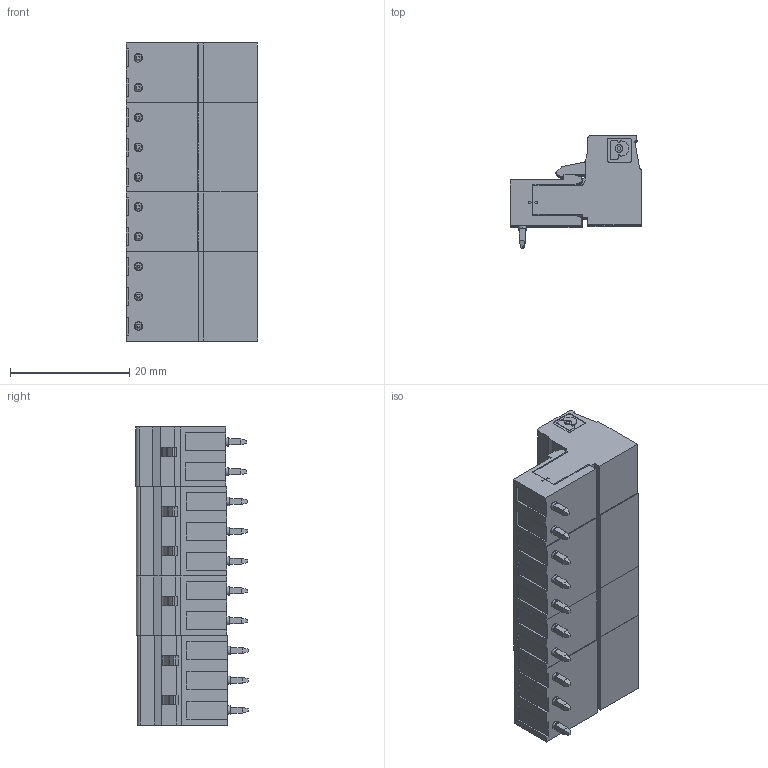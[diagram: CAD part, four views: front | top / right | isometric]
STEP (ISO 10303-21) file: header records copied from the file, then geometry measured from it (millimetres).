
FILE_DESCRIPTION (( 'STEP AP214' ), '1' );
FILE_NAME ('Ensamblaje10.STEP', '2019-04-16T20:57:17', ( '' ), ( '' ), 'SwSTEP 2.0', 'SolidWorks 2018', '' );
FILE_SCHEMA (( 'AUTOMOTIVE_DESIGN' ));
Length unit declared in the file: millimetre
Products named in the file (6): Ensamblaje1.STEP; MSTB 2,5_3_ST_1754465 + MSTB 2,5_ 3_G_1754452 (Phoenix Contact).step.STEP; MSTB 2,5_2_ST_1754449 + MSTB 2,5_ 2_G_1754436 (Phoenix Contact).step.STEP; MSTB 2,5_2_ST_1754449 + MSTB 2,5_ 2_G_1754436 (Phoenix Contact).step; MSTB 2,5_3_ST_1754465 + MSTB 2,5_ 3_G_1754452 (Phoenix Contact).step; Ensamblaje10
Assembly tree (5 placements, depth 3):
  Ensamblaje10
    MSTB 2,5_2_ST_1754449 + MSTB 2,5_ 2_G_1754436 (Phoenix Contact).step
    MSTB 2,5_3_ST_1754465 + MSTB 2,5_ 3_G_1754452 (Phoenix Contact).step
    Ensamblaje1.STEP
      MSTB 2,5_2_ST_1754449 + MSTB 2,5_ 2_G_1754436 (Phoenix Contact).step.STEP
      MSTB 2,5_3_ST_1754465 + MSTB 2,5_ 3_G_1754452 (Phoenix Contact).step.STEP
Bounding box: 22.05 x 18.91 x 50 mm (x, y, z)
Volume: 10835.7 mm3; surface area: 9819 mm2
Topology: 8 solids, 8 shells, 1464 faces, 3616 edges, 2304 vertices
Faces by surface type: plane 1096, cylinder 358, cone 10
Entity records: 43006 total; most frequent: CARTESIAN_POINT 7445, DIRECTION 7360, ORIENTED_EDGE 7216, EDGE_CURVE 3608, LINE 2762, VECTOR 2762, VERTEX_POINT 2304, AXIS2_PLACEMENT_3D 2299
